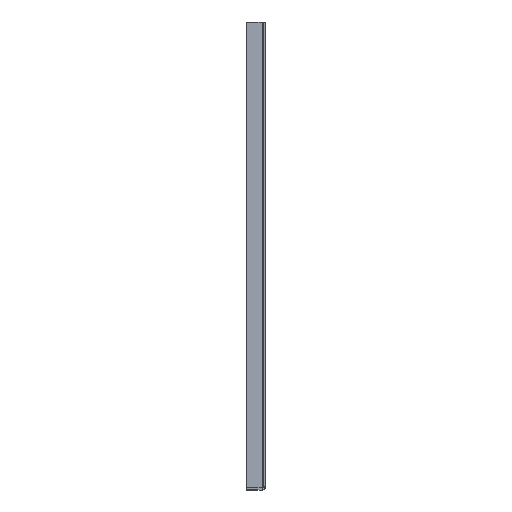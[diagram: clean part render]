
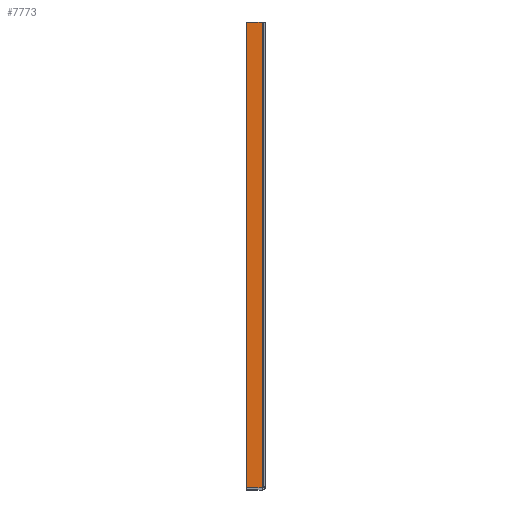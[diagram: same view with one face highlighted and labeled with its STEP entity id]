
A CAD part, left-side view. The second image highlights one B-rep face of the part: STEP entity #7773.
In plain terms, the highlighted planar face has unit normal (-1, 0, 0).
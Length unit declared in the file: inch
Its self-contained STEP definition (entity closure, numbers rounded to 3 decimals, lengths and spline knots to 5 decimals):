
#460 = EDGE_CURVE ( 'NONE', #10550, #6779, #3902, .T. ) ;
#965 = DIRECTION ( 'NONE',  ( 1., 0., 0. ) ) ;
#1106 = ORIENTED_EDGE ( 'NONE', *, *, #460, .F. ) ;
#2745 = VECTOR ( 'NONE', #9464, 39.37008 ) ;
#3290 = EDGE_LOOP ( 'NONE', ( #1106, #11194, #5680, #13770 ) ) ;
#3902 = LINE ( 'NONE', #8888, #12904 ) ;
#4454 = AXIS2_PLACEMENT_3D ( 'NONE', #7451, #965, #12867 ) ;
#4913 = PLANE ( 'NONE',  #4454 ) ;
#5680 = ORIENTED_EDGE ( 'NONE', *, *, #6001, .F. ) ;
#6001 = EDGE_CURVE ( 'NONE', #7808, #13036, #13313, .T. ) ;
#6710 = VECTOR ( 'NONE', #14887, 39.37008 ) ;
#6779 = VERTEX_POINT ( 'NONE', #13245 ) ;
#7301 = EDGE_CURVE ( 'NONE', #6779, #7808, #13483, .T. ) ;
#7376 = DIRECTION ( 'NONE',  ( 0., 0., 1. ) ) ;
#7451 = CARTESIAN_POINT ( 'NONE',  ( -12.297, 0., -25.214 ) ) ;
#7773 = ADVANCED_FACE ( 'NONE', ( #11470 ), #4913, .F. ) ;
#7808 = VERTEX_POINT ( 'NONE', #14012 ) ;
#8230 = CARTESIAN_POINT ( 'NONE',  ( -12.297, 0., -6.26789 ) ) ;
#8433 = CARTESIAN_POINT ( 'NONE',  ( -12.297, 0.5, 6.325 ) ) ;
#8514 = CARTESIAN_POINT ( 'NONE',  ( -12.297, 0.5, -25.214 ) ) ;
#8888 = CARTESIAN_POINT ( 'NONE',  ( -12.297, 0.057, 6.325 ) ) ;
#9464 = DIRECTION ( 'NONE',  ( 0., 1., 0. ) ) ;
#10550 = VERTEX_POINT ( 'NONE', #8433 ) ;
#11194 = ORIENTED_EDGE ( 'NONE', *, *, #15694, .F. ) ;
#11470 = FACE_OUTER_BOUND ( 'NONE', #3290, .T. ) ;
#12867 = DIRECTION ( 'NONE',  ( 0., 0., -1. ) ) ;
#12904 = VECTOR ( 'NONE', #17027, 39.37008 ) ;
#13036 = VERTEX_POINT ( 'NONE', #13317 ) ;
#13245 = CARTESIAN_POINT ( 'NONE',  ( -12.297, 0.086, 6.325 ) ) ;
#13313 = LINE ( 'NONE', #8230, #2745 ) ;
#13317 = CARTESIAN_POINT ( 'NONE',  ( -12.297, 0.5, -6.26789 ) ) ;
#13483 = LINE ( 'NONE', #14808, #6710 ) ;
#13770 = ORIENTED_EDGE ( 'NONE', *, *, #7301, .F. ) ;
#14012 = CARTESIAN_POINT ( 'NONE',  ( -12.297, 0.086, -6.26789 ) ) ;
#14025 = LINE ( 'NONE', #8514, #14115 ) ;
#14115 = VECTOR ( 'NONE', #7376, 39.37008 ) ;
#14808 = CARTESIAN_POINT ( 'NONE',  ( -12.297, 0.086, 6.325 ) ) ;
#14887 = DIRECTION ( 'NONE',  ( 0., 0., -1. ) ) ;
#15694 = EDGE_CURVE ( 'NONE', #13036, #10550, #14025, .T. ) ;
#17027 = DIRECTION ( 'NONE',  ( 0., -1., 0. ) ) ;
